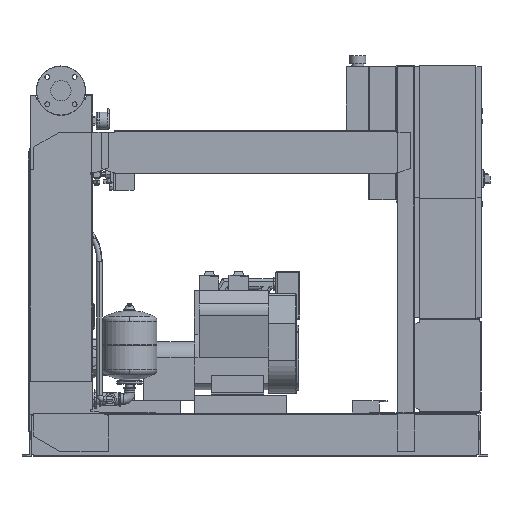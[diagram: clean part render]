
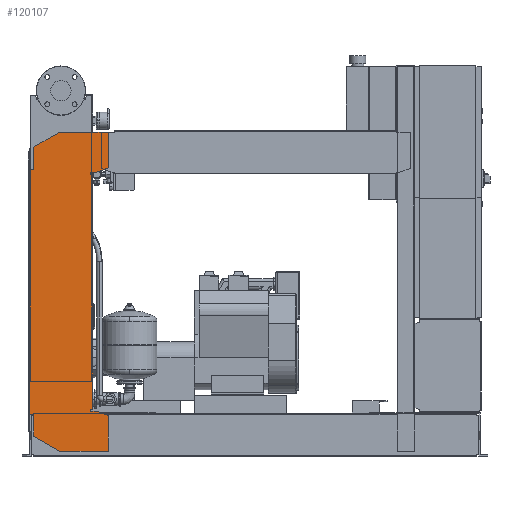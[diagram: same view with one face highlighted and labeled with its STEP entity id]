
A CAD part, front view. The second image highlights one B-rep face of the part: STEP entity #120107.
In plain terms, the highlighted free-form (B-spline) face has degree [1, 1] with [2, 2] control points.
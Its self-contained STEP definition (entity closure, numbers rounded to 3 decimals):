
#119592=CARTESIAN_POINT('',(-102.0,-463.5,1076.0));
#119593=VERTEX_POINT('',#119592);
#119600=CARTESIAN_POINT('',(-102.0,-463.5,1158.574));
#119601=VERTEX_POINT('',#119600);
#119602=CARTESIAN_POINT('',(-102.0,-463.5,1076.0));
#119603=DIRECTION('',(0.0,0.0,1.0));
#119604=VECTOR('',#119603,82.574);
#119605=LINE('',#119602,#119604);
#119606=EDGE_CURVE('',#119593,#119601,#119605,.T.);
#119624=CARTESIAN_POINT('',(-6.,-463.5,1214.0));
#119625=VERTEX_POINT('',#119624);
#119626=CARTESIAN_POINT('',(-102.0,-463.5,1158.574));
#119627=DIRECTION('',(0.866,0.0,0.5));
#119628=VECTOR('',#119627,110.851);
#119629=LINE('',#119626,#119628);
#119630=EDGE_CURVE('',#119601,#119625,#119629,.T.);
#119648=CARTESIAN_POINT('',(177.0,-463.5,1214.0));
#119649=VERTEX_POINT('',#119648);
#119650=CARTESIAN_POINT('',(-6.,-463.5,1214.0));
#119651=DIRECTION('',(1.0,0.0,0.0));
#119652=VECTOR('',#119651,183.0);
#119653=LINE('',#119650,#119652);
#119654=EDGE_CURVE('',#119625,#119649,#119653,.T.);
#119672=CARTESIAN_POINT('',(177.0,-463.5,1080.379));
#119673=VERTEX_POINT('',#119672);
#119674=CARTESIAN_POINT('',(177.0,-463.5,1214.0));
#119675=DIRECTION('',(0.0,0.0,-1.0));
#119676=VECTOR('',#119675,133.621);
#119677=LINE('',#119674,#119676);
#119678=EDGE_CURVE('',#119649,#119673,#119677,.T.);
#119696=CARTESIAN_POINT('',(132.,-463.5,1064.0));
#119697=VERTEX_POINT('',#119696);
#119698=CARTESIAN_POINT('',(177.0,-463.5,1080.379));
#119699=DIRECTION('',(-0.94,0.0,-0.342));
#119700=VECTOR('',#119699,47.888);
#119701=LINE('',#119698,#119700);
#119702=EDGE_CURVE('',#119673,#119697,#119701,.T.);
#119720=CARTESIAN_POINT('',(112.0,-463.5,1064.0));
#119721=VERTEX_POINT('',#119720);
#119722=CARTESIAN_POINT('',(132.,-463.5,1064.0));
#119723=DIRECTION('',(-1.0,0.0,0.0));
#119724=VECTOR('',#119723,20.);
#119725=LINE('',#119722,#119724);
#119726=EDGE_CURVE('',#119697,#119721,#119725,.T.);
#119744=CARTESIAN_POINT('',(112.0,-463.5,1056.0));
#119745=VERTEX_POINT('',#119744);
#119746=CARTESIAN_POINT('',(112.0,-463.5,1064.0));
#119747=DIRECTION('',(0.0,0.0,-1.0));
#119748=VECTOR('',#119747,8.0);
#119749=LINE('',#119746,#119748);
#119750=EDGE_CURVE('',#119721,#119745,#119749,.T.);
#119768=CARTESIAN_POINT('',(120.,-463.5,1056.0));
#119769=VERTEX_POINT('',#119768);
#119770=CARTESIAN_POINT('',(112.0,-463.5,1056.0));
#119771=DIRECTION('',(1.0,0.0,0.0));
#119772=VECTOR('',#119771,8.);
#119773=LINE('',#119770,#119772);
#119774=EDGE_CURVE('',#119745,#119769,#119773,.T.);
#119792=CARTESIAN_POINT('',(120.,-463.5,176.));
#119793=VERTEX_POINT('',#119792);
#119804=CARTESIAN_POINT('',(120.,-463.5,1056.0));
#119805=DIRECTION('',(0.0,0.0,-1.0));
#119806=VECTOR('',#119805,880.);
#119807=LINE('',#119804,#119806);
#119808=EDGE_CURVE('',#119769,#119793,#119807,.T.);
#119822=CARTESIAN_POINT('',(112.,-463.5,176.));
#119823=VERTEX_POINT('',#119822);
#119824=CARTESIAN_POINT('',(120.,-463.5,176.));
#119825=DIRECTION('',(-1.0,0.0,0.0));
#119826=VECTOR('',#119825,8.);
#119827=LINE('',#119824,#119826);
#119828=EDGE_CURVE('',#119793,#119823,#119827,.T.);
#119846=CARTESIAN_POINT('',(112.,-463.5,168.));
#119847=VERTEX_POINT('',#119846);
#119848=CARTESIAN_POINT('',(112.,-463.5,176.));
#119849=DIRECTION('',(0.0,0.0,-1.0));
#119850=VECTOR('',#119849,8.0);
#119851=LINE('',#119848,#119850);
#119852=EDGE_CURVE('',#119823,#119847,#119851,.T.);
#119870=CARTESIAN_POINT('',(132.,-463.5,168.));
#119871=VERTEX_POINT('',#119870);
#119872=CARTESIAN_POINT('',(112.,-463.5,168.));
#119873=DIRECTION('',(1.0,0.0,0.0));
#119874=VECTOR('',#119873,20.0);
#119875=LINE('',#119872,#119874);
#119876=EDGE_CURVE('',#119847,#119871,#119875,.T.);
#119894=CARTESIAN_POINT('',(177.,-463.5,151.621));
#119895=VERTEX_POINT('',#119894);
#119896=CARTESIAN_POINT('',(132.,-463.5,168.));
#119897=DIRECTION('',(0.94,0.0,-0.342));
#119898=VECTOR('',#119897,47.888);
#119899=LINE('',#119896,#119898);
#119900=EDGE_CURVE('',#119871,#119895,#119899,.T.);
#119918=CARTESIAN_POINT('',(177.,-463.5,18.0));
#119919=VERTEX_POINT('',#119918);
#119920=CARTESIAN_POINT('',(177.,-463.5,151.621));
#119921=DIRECTION('',(0.0,0.0,-1.0));
#119922=VECTOR('',#119921,133.621);
#119923=LINE('',#119920,#119922);
#119924=EDGE_CURVE('',#119895,#119919,#119923,.T.);
#119942=CARTESIAN_POINT('',(-4.,-463.5,18.0));
#119943=VERTEX_POINT('',#119942);
#119944=CARTESIAN_POINT('',(177.,-463.5,18.0));
#119945=DIRECTION('',(-1.0,0.0,0.0));
#119946=VECTOR('',#119945,181.);
#119947=LINE('',#119944,#119946);
#119948=EDGE_CURVE('',#119919,#119943,#119947,.T.);
#119966=CARTESIAN_POINT('',(-102.,-463.5,74.58));
#119967=VERTEX_POINT('',#119966);
#119968=CARTESIAN_POINT('',(-4.,-463.5,18.0));
#119969=DIRECTION('',(-0.866,0.,0.5));
#119970=VECTOR('',#119969,113.161);
#119971=LINE('',#119968,#119970);
#119972=EDGE_CURVE('',#119943,#119967,#119971,.T.);
#119990=CARTESIAN_POINT('',(-102.,-463.5,156.0));
#119991=VERTEX_POINT('',#119990);
#119992=CARTESIAN_POINT('',(-102.,-463.5,74.58));
#119993=DIRECTION('',(0.0,0.0,1.0));
#119994=VECTOR('',#119993,81.42);
#119995=LINE('',#119992,#119994);
#119996=EDGE_CURVE('',#119967,#119991,#119995,.T.);
#120014=CARTESIAN_POINT('',(-122.,-463.5,156.0));
#120015=VERTEX_POINT('',#120014);
#120016=CARTESIAN_POINT('',(-102.,-463.5,156.0));
#120017=DIRECTION('',(-1.0,0.0,0.0));
#120018=VECTOR('',#120017,20.0);
#120019=LINE('',#120016,#120018);
#120020=EDGE_CURVE('',#119991,#120015,#120019,.T.);
#120038=CARTESIAN_POINT('',(-122.0,-463.5,1076.0));
#120039=VERTEX_POINT('',#120038);
#120052=CARTESIAN_POINT('',(-122.,-463.5,156.0));
#120053=DIRECTION('',(0.0,0.0,1.0));
#120054=VECTOR('',#120053,920.0);
#120055=LINE('',#120052,#120054);
#120056=EDGE_CURVE('',#120015,#120039,#120055,.T.);
#120070=CARTESIAN_POINT('',(-122.0,-463.5,1076.0));
#120071=DIRECTION('',(1.0,0.0,0.0));
#120072=VECTOR('',#120071,20.0);
#120073=LINE('',#120070,#120072);
#120074=EDGE_CURVE('',#120039,#119593,#120073,.T.);
#120080=CARTESIAN_POINT('',(-122.,-463.5,18.0));
#120081=CARTESIAN_POINT('',(177.0,-463.5,18.0));
#120082=CARTESIAN_POINT('',(-122.,-463.5,1214.0));
#120083=CARTESIAN_POINT('',(177.0,-463.5,1214.0));
#120084=B_SPLINE_SURFACE_WITH_KNOTS('',1,1,((#120080,#120082),(#120081,#120083)),.UNSPECIFIED.,.F.,.F.,.U.,(2,2),(2,2),(0.0,299.),(0.0,1196.0),.UNSPECIFIED.);
#120085=ORIENTED_EDGE('',*,*,#120074,.F.);
#120086=ORIENTED_EDGE('',*,*,#120056,.F.);
#120087=ORIENTED_EDGE('',*,*,#120020,.F.);
#120088=ORIENTED_EDGE('',*,*,#119996,.F.);
#120089=ORIENTED_EDGE('',*,*,#119972,.F.);
#120090=ORIENTED_EDGE('',*,*,#119948,.F.);
#120091=ORIENTED_EDGE('',*,*,#119924,.F.);
#120092=ORIENTED_EDGE('',*,*,#119900,.F.);
#120093=ORIENTED_EDGE('',*,*,#119876,.F.);
#120094=ORIENTED_EDGE('',*,*,#119852,.F.);
#120095=ORIENTED_EDGE('',*,*,#119828,.F.);
#120096=ORIENTED_EDGE('',*,*,#119808,.F.);
#120097=ORIENTED_EDGE('',*,*,#119774,.F.);
#120098=ORIENTED_EDGE('',*,*,#119750,.F.);
#120099=ORIENTED_EDGE('',*,*,#119726,.F.);
#120100=ORIENTED_EDGE('',*,*,#119702,.F.);
#120101=ORIENTED_EDGE('',*,*,#119678,.F.);
#120102=ORIENTED_EDGE('',*,*,#119654,.F.);
#120103=ORIENTED_EDGE('',*,*,#119630,.F.);
#120104=ORIENTED_EDGE('',*,*,#119606,.F.);
#120105=EDGE_LOOP('',(#120085,#120086,#120087,#120088,#120089,#120090,#120091,#120092,#120093,#120094,#120095,#120096,#120097,#120098,#120099,#120100,#120101,#120102,#120103,#120104));
#120106=FACE_OUTER_BOUND('',#120105,.T.);
#120107=ADVANCED_FACE('',(#120106),#120084,.T.);
